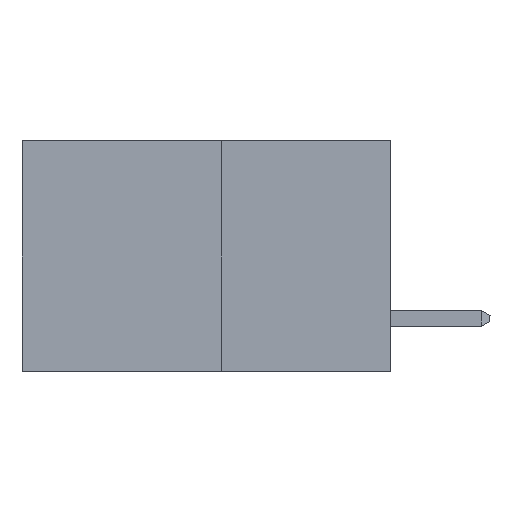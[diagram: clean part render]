
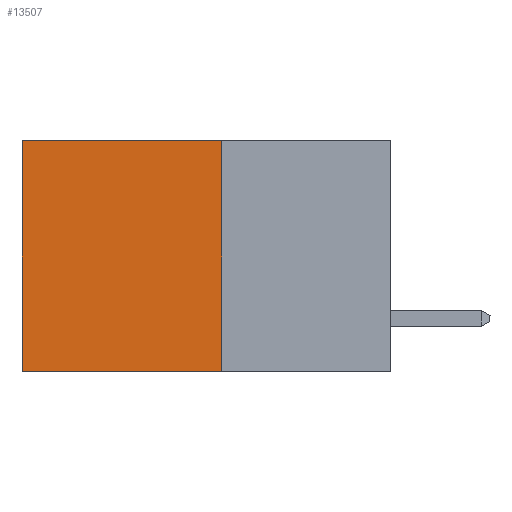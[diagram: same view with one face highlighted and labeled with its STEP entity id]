
A CAD part, left-side view. The second image highlights one B-rep face of the part: STEP entity #13507.
In plain terms, the highlighted planar face has unit normal (-1, 0, 0).
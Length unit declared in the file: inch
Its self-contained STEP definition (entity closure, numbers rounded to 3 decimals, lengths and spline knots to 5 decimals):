
#251 = LINE ( 'NONE', #19812, #22901 ) ;
#1067 = VECTOR ( 'NONE', #17453, 39.37008 ) ;
#1129 = CARTESIAN_POINT ( 'NONE',  ( 0.277, 0.27, -0.37 ) ) ;
#1174 = CARTESIAN_POINT ( 'NONE',  ( 0.277, 0.59, -0.37 ) ) ;
#1900 = CARTESIAN_POINT ( 'NONE',  ( 0.277, 0.27, -0.37 ) ) ;
#2826 = LINE ( 'NONE', #17782, #7044 ) ;
#3248 = EDGE_CURVE ( 'NONE', #16880, #17835, #251, .T. ) ;
#4191 = EDGE_CURVE ( 'NONE', #22278, #6742, #2826, .T. ) ;
#4955 = VECTOR ( 'NONE', #20926, 39.37008 ) ;
#6233 = CARTESIAN_POINT ( 'NONE',  ( 0.277, 0.27, -0.37 ) ) ;
#6512 = LINE ( 'NONE', #1129, #1067 ) ;
#6742 = VERTEX_POINT ( 'NONE', #9723 ) ;
#7044 = VECTOR ( 'NONE', #17539, 39.37008 ) ;
#8066 = DIRECTION ( 'NONE',  ( 0., 0., -1. ) ) ;
#9653 = EDGE_CURVE ( 'NONE', #17835, #6742, #15749, .T. ) ;
#9723 = CARTESIAN_POINT ( 'NONE',  ( 0.277, 0.59, -0.37 ) ) ;
#10124 = ORIENTED_EDGE ( 'NONE', *, *, #3248, .T. ) ;
#10158 = AXIS2_PLACEMENT_3D ( 'NONE', #6233, #18772, #8066 ) ;
#11596 = CARTESIAN_POINT ( 'NONE',  ( 0.277, 0.59, 0. ) ) ;
#13318 = ORIENTED_EDGE ( 'NONE', *, *, #4191, .F. ) ;
#13507 = ADVANCED_FACE ( 'NONE', ( #16547 ), #13543, .F. ) ;
#13543 = PLANE ( 'NONE',  #10158 ) ;
#15749 = LINE ( 'NONE', #1174, #4955 ) ;
#16547 = FACE_OUTER_BOUND ( 'NONE', #18916, .T. ) ;
#16880 = VERTEX_POINT ( 'NONE', #17855 ) ;
#17346 = EDGE_CURVE ( 'NONE', #16880, #22278, #6512, .T. ) ;
#17453 = DIRECTION ( 'NONE',  ( 0., 0., -1. ) ) ;
#17539 = DIRECTION ( 'NONE',  ( 0., 1., 0. ) ) ;
#17782 = CARTESIAN_POINT ( 'NONE',  ( 0.277, 0.27, -0.37 ) ) ;
#17835 = VERTEX_POINT ( 'NONE', #11596 ) ;
#17855 = CARTESIAN_POINT ( 'NONE',  ( 0.277, 0.27, 0. ) ) ;
#17961 = ORIENTED_EDGE ( 'NONE', *, *, #17346, .F. ) ;
#18772 = DIRECTION ( 'NONE',  ( 1., 0., 0. ) ) ;
#18916 = EDGE_LOOP ( 'NONE', ( #20365, #13318, #17961, #10124 ) ) ;
#19446 = DIRECTION ( 'NONE',  ( 0., 1., 0. ) ) ;
#19812 = CARTESIAN_POINT ( 'NONE',  ( 0.277, 0.27, 0. ) ) ;
#20365 = ORIENTED_EDGE ( 'NONE', *, *, #9653, .T. ) ;
#20926 = DIRECTION ( 'NONE',  ( 0., 0., -1. ) ) ;
#22278 = VERTEX_POINT ( 'NONE', #1900 ) ;
#22901 = VECTOR ( 'NONE', #19446, 39.37008 ) ;
